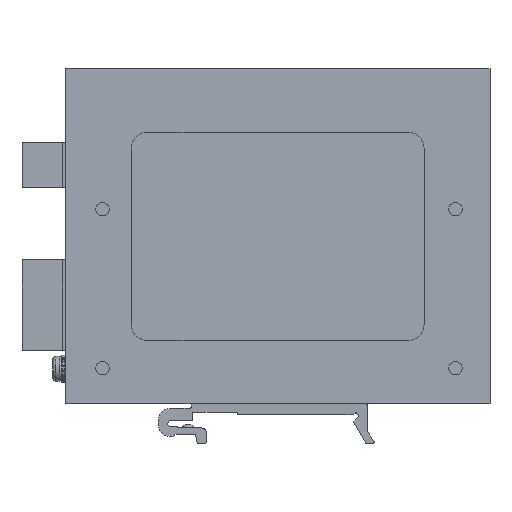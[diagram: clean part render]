
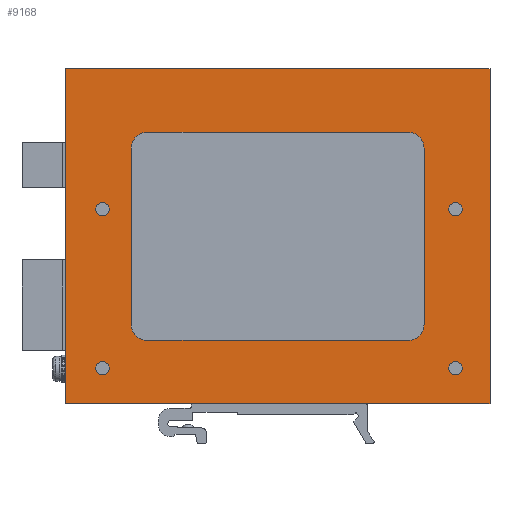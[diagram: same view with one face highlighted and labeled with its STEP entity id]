
A CAD part, left-side view. The second image highlights one B-rep face of the part: STEP entity #9168.
In plain terms, the highlighted planar face has unit normal (-1, 0, 0).
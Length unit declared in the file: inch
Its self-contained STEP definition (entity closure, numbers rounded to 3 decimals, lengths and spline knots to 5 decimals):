
#62 = ORIENTED_EDGE ( 'NONE', *, *, #33508, .F. ) ;
#412 = EDGE_LOOP ( 'NONE', ( #29095 ) ) ;
#671 = VERTEX_POINT ( 'NONE', #22730 ) ;
#1227 = FACE_BOUND ( 'NONE', #6121, .T. ) ;
#1483 = CARTESIAN_POINT ( 'NONE',  ( -0.59055, 1.87008, 0.91535 ) ) ;
#1537 = DIRECTION ( 'NONE',  ( 0., 0., 1. ) ) ;
#1810 = ORIENTED_EDGE ( 'NONE', *, *, #15587, .T. ) ;
#1852 = CARTESIAN_POINT ( 'NONE',  ( -0.59055, 1.54331, 0.29764 ) ) ;
#2160 = CIRCLE ( 'NONE', #34269, 0.1378 ) ;
#2594 = VERTEX_POINT ( 'NONE', #39555 ) ;
#3678 = CARTESIAN_POINT ( 'NONE',  ( -0.59055, -1.15157, 0.77756 ) ) ;
#3682 = CARTESIAN_POINT ( 'NONE',  ( -0.59055, -1.15157, -0.77756 ) ) ;
#3972 = DIRECTION ( 'NONE',  ( 1., 0., 0. ) ) ;
#4094 = CIRCLE ( 'NONE', #33360, 0.05906 ) ;
#4257 = CARTESIAN_POINT ( 'NONE',  ( -0.59055, 1.54331, -1.16142 ) ) ;
#4333 = EDGE_LOOP ( 'NONE', ( #25207, #43093, #1810, #41844, #13370, #41887, #30482, #21947 ) ) ;
#4707 = VERTEX_POINT ( 'NONE', #40917 ) ;
#4771 = VERTEX_POINT ( 'NONE', #1852 ) ;
#5059 = VECTOR ( 'NONE', #9924, 39.37008 ) ;
#5194 = DIRECTION ( 'NONE',  ( 1., 0., 0. ) ) ;
#5232 = EDGE_CURVE ( 'NONE', #19746, #2594, #5267, .T. ) ;
#5267 = LINE ( 'NONE', #1483, #22849 ) ;
#6121 = EDGE_LOOP ( 'NONE', ( #25170 ) ) ;
#6689 = CARTESIAN_POINT ( 'NONE',  ( -0.59055, -1.87008, 1.47638 ) ) ;
#6988 = LINE ( 'NONE', #34018, #9813 ) ;
#7093 = CARTESIAN_POINT ( 'NONE',  ( -0.59055, 1.28937, -0.77756 ) ) ;
#7498 = VERTEX_POINT ( 'NONE', #28857 ) ;
#8137 = DIRECTION ( 'NONE',  ( -1., 0., 0. ) ) ;
#8142 = VERTEX_POINT ( 'NONE', #16308 ) ;
#8195 = ORIENTED_EDGE ( 'NONE', *, *, #13789, .F. ) ;
#8538 = CARTESIAN_POINT ( 'NONE',  ( -0.59055, 1.54331, -1.10236 ) ) ;
#8630 = VERTEX_POINT ( 'NONE', #7093 ) ;
#8818 = DIRECTION ( 'NONE',  ( 0., 1., 0. ) ) ;
#8922 = VERTEX_POINT ( 'NONE', #29624 ) ;
#8939 = VERTEX_POINT ( 'NONE', #43219 ) ;
#9168 = ADVANCED_FACE ( 'NONE', ( #14632, #11277, #21545, #1227, #14835, #11498 ), #13967, .T. ) ;
#9577 = DIRECTION ( 'NONE',  ( 1., 0., 0. ) ) ;
#9813 = VECTOR ( 'NONE', #13915, 39.37008 ) ;
#9924 = DIRECTION ( 'NONE',  ( 0., 0., -1. ) ) ;
#10426 = CARTESIAN_POINT ( 'NONE',  ( -0.59055, -1.15157, -0.91535 ) ) ;
#10533 = AXIS2_PLACEMENT_3D ( 'NONE', #25988, #8137, #39599 ) ;
#11277 = FACE_BOUND ( 'NONE', #14777, .T. ) ;
#11498 = FACE_OUTER_BOUND ( 'NONE', #27485, .T. ) ;
#11903 = CARTESIAN_POINT ( 'NONE',  ( -0.59055, -1.56693, 0.29764 ) ) ;
#12138 = DIRECTION ( 'NONE',  ( 0., 0., 1. ) ) ;
#12548 = VERTEX_POINT ( 'NONE', #10426 ) ;
#12730 = EDGE_CURVE ( 'NONE', #42002, #8142, #19551, .T. ) ;
#13151 = CARTESIAN_POINT ( 'NONE',  ( -0.59055, 1.28937, -1.47638 ) ) ;
#13360 = CARTESIAN_POINT ( 'NONE',  ( -0.59055, 1.15157, 0.77756 ) ) ;
#13370 = ORIENTED_EDGE ( 'NONE', *, *, #19223, .T. ) ;
#13789 = EDGE_CURVE ( 'NONE', #671, #8142, #24771, .T. ) ;
#13915 = DIRECTION ( 'NONE',  ( 0., 0., -1. ) ) ;
#13967 = PLANE ( 'NONE',  #10533 ) ;
#14021 = DIRECTION ( 'NONE',  ( 0., 0., 1. ) ) ;
#14632 = FACE_BOUND ( 'NONE', #36677, .T. ) ;
#14777 = EDGE_LOOP ( 'NONE', ( #36728 ) ) ;
#14835 = FACE_BOUND ( 'NONE', #4333, .T. ) ;
#15164 = AXIS2_PLACEMENT_3D ( 'NONE', #13360, #3972, #14021 ) ;
#15432 = CARTESIAN_POINT ( 'NONE',  ( -0.59055, -0.01181, -1.47638 ) ) ;
#15556 = CIRCLE ( 'NONE', #29168, 0.1378 ) ;
#15587 = EDGE_CURVE ( 'NONE', #8922, #12548, #19850, .T. ) ;
#16037 = CARTESIAN_POINT ( 'NONE',  ( -0.59055, 1.87008, -0.91535 ) ) ;
#16250 = VERTEX_POINT ( 'NONE', #20667 ) ;
#16308 = CARTESIAN_POINT ( 'NONE',  ( -0.59055, 1.87008, 1.47638 ) ) ;
#16353 = ORIENTED_EDGE ( 'NONE', *, *, #12730, .T. ) ;
#16854 = DIRECTION ( 'NONE',  ( 0., 0., 1. ) ) ;
#17386 = EDGE_CURVE ( 'NONE', #8630, #8939, #19840, .T. ) ;
#17738 = VERTEX_POINT ( 'NONE', #41654 ) ;
#18164 = CARTESIAN_POINT ( 'NONE',  ( -0.59055, 1.15157, 0.91535 ) ) ;
#18799 = LINE ( 'NONE', #15432, #39510 ) ;
#19049 = DIRECTION ( 'NONE',  ( 1., 0., 0. ) ) ;
#19186 = AXIS2_PLACEMENT_3D ( 'NONE', #4257, #31076, #24579 ) ;
#19223 = EDGE_CURVE ( 'NONE', #7498, #8630, #15556, .T. ) ;
#19551 = LINE ( 'NONE', #40097, #27026 ) ;
#19630 = DIRECTION ( 'NONE',  ( 0., 0., 1. ) ) ;
#19746 = VERTEX_POINT ( 'NONE', #18164 ) ;
#19840 = LINE ( 'NONE', #13151, #41546 ) ;
#19850 = CIRCLE ( 'NONE', #27713, 0.1378 ) ;
#19962 = EDGE_CURVE ( 'NONE', #17738, #17738, #32051, .T. ) ;
#20667 = CARTESIAN_POINT ( 'NONE',  ( -0.59055, -1.87008, -1.47638 ) ) ;
#21545 = FACE_BOUND ( 'NONE', #412, .T. ) ;
#21947 = ORIENTED_EDGE ( 'NONE', *, *, #5232, .T. ) ;
#22144 = CARTESIAN_POINT ( 'NONE',  ( -0.59055, -1.56693, -1.16142 ) ) ;
#22730 = CARTESIAN_POINT ( 'NONE',  ( -0.59055, 1.87008, -1.47638 ) ) ;
#22811 = CARTESIAN_POINT ( 'NONE',  ( -0.59055, 1.54331, 0.23858 ) ) ;
#22849 = VECTOR ( 'NONE', #28518, 39.37008 ) ;
#23014 = EDGE_CURVE ( 'NONE', #4771, #4771, #36802, .T. ) ;
#23174 = DIRECTION ( 'NONE',  ( 0., 0., 1. ) ) ;
#24207 = CIRCLE ( 'NONE', #19186, 0.05906 ) ;
#24579 = DIRECTION ( 'NONE',  ( 0., 0., 1. ) ) ;
#24771 = LINE ( 'NONE', #28575, #34203 ) ;
#25170 = ORIENTED_EDGE ( 'NONE', *, *, #25659, .T. ) ;
#25207 = ORIENTED_EDGE ( 'NONE', *, *, #33057, .T. ) ;
#25659 = EDGE_CURVE ( 'NONE', #42703, #42703, #4094, .T. ) ;
#25865 = EDGE_CURVE ( 'NONE', #4707, #8922, #6988, .T. ) ;
#25955 = DIRECTION ( 'NONE',  ( 0., 0., 1. ) ) ;
#25988 = CARTESIAN_POINT ( 'NONE',  ( -0.59055, 1.87008, -1.47638 ) ) ;
#27026 = VECTOR ( 'NONE', #8818, 39.37008 ) ;
#27368 = EDGE_CURVE ( 'NONE', #42493, #42493, #24207, .T. ) ;
#27485 = EDGE_LOOP ( 'NONE', ( #16353, #8195, #30244, #62 ) ) ;
#27713 = AXIS2_PLACEMENT_3D ( 'NONE', #3682, #30722, #34723 ) ;
#28518 = DIRECTION ( 'NONE',  ( 0., -1., 0. ) ) ;
#28575 = CARTESIAN_POINT ( 'NONE',  ( -0.59055, 1.87008, -1.47638 ) ) ;
#28857 = CARTESIAN_POINT ( 'NONE',  ( -0.59055, 1.15157, -0.91535 ) ) ;
#29095 = ORIENTED_EDGE ( 'NONE', *, *, #19962, .T. ) ;
#29168 = AXIS2_PLACEMENT_3D ( 'NONE', #30152, #9577, #19630 ) ;
#29624 = CARTESIAN_POINT ( 'NONE',  ( -0.59055, -1.28937, -0.77756 ) ) ;
#30055 = CARTESIAN_POINT ( 'NONE',  ( -0.59055, -1.87008, -1.47638 ) ) ;
#30152 = CARTESIAN_POINT ( 'NONE',  ( -0.59055, 1.15157, -0.77756 ) ) ;
#30244 = ORIENTED_EDGE ( 'NONE', *, *, #41301, .F. ) ;
#30275 = LINE ( 'NONE', #30055, #5059 ) ;
#30482 = ORIENTED_EDGE ( 'NONE', *, *, #38324, .T. ) ;
#30722 = DIRECTION ( 'NONE',  ( 1., 0., 0. ) ) ;
#31076 = DIRECTION ( 'NONE',  ( 1., 0., 0. ) ) ;
#32005 = DIRECTION ( 'NONE',  ( 0., 1., 0. ) ) ;
#32051 = CIRCLE ( 'NONE', #37745, 0.05906 ) ;
#32339 = ORIENTED_EDGE ( 'NONE', *, *, #23014, .T. ) ;
#33057 = EDGE_CURVE ( 'NONE', #2594, #4707, #2160, .T. ) ;
#33360 = AXIS2_PLACEMENT_3D ( 'NONE', #41862, #19049, #12138 ) ;
#33508 = EDGE_CURVE ( 'NONE', #42002, #16250, #30275, .T. ) ;
#34018 = CARTESIAN_POINT ( 'NONE',  ( -0.59055, -1.28937, -1.47638 ) ) ;
#34203 = VECTOR ( 'NONE', #1537, 39.37008 ) ;
#34269 = AXIS2_PLACEMENT_3D ( 'NONE', #3678, #40980, #16854 ) ;
#34723 = DIRECTION ( 'NONE',  ( 0., 0., 1. ) ) ;
#35343 = EDGE_CURVE ( 'NONE', #12548, #7498, #36361, .T. ) ;
#35850 = VECTOR ( 'NONE', #39492, 39.37008 ) ;
#36361 = LINE ( 'NONE', #16037, #35850 ) ;
#36443 = DIRECTION ( 'NONE',  ( 0., 0., 1. ) ) ;
#36568 = CIRCLE ( 'NONE', #15164, 0.1378 ) ;
#36668 = DIRECTION ( 'NONE',  ( 1., 0., 0. ) ) ;
#36677 = EDGE_LOOP ( 'NONE', ( #32339 ) ) ;
#36728 = ORIENTED_EDGE ( 'NONE', *, *, #27368, .T. ) ;
#36802 = CIRCLE ( 'NONE', #38963, 0.05906 ) ;
#37745 = AXIS2_PLACEMENT_3D ( 'NONE', #22144, #36668, #36443 ) ;
#38324 = EDGE_CURVE ( 'NONE', #8939, #19746, #36568, .T. ) ;
#38963 = AXIS2_PLACEMENT_3D ( 'NONE', #22811, #5194, #25955 ) ;
#39492 = DIRECTION ( 'NONE',  ( 0., 1., 0. ) ) ;
#39510 = VECTOR ( 'NONE', #32005, 39.37008 ) ;
#39555 = CARTESIAN_POINT ( 'NONE',  ( -0.59055, -1.15157, 0.91535 ) ) ;
#39599 = DIRECTION ( 'NONE',  ( 0., 0., 1. ) ) ;
#40097 = CARTESIAN_POINT ( 'NONE',  ( -0.59055, -0.01181, 1.47638 ) ) ;
#40917 = CARTESIAN_POINT ( 'NONE',  ( -0.59055, -1.28937, 0.77756 ) ) ;
#40980 = DIRECTION ( 'NONE',  ( 1., 0., 0. ) ) ;
#41301 = EDGE_CURVE ( 'NONE', #16250, #671, #18799, .T. ) ;
#41546 = VECTOR ( 'NONE', #23174, 39.37008 ) ;
#41654 = CARTESIAN_POINT ( 'NONE',  ( -0.59055, -1.56693, -1.10236 ) ) ;
#41844 = ORIENTED_EDGE ( 'NONE', *, *, #35343, .T. ) ;
#41862 = CARTESIAN_POINT ( 'NONE',  ( -0.59055, -1.56693, 0.23858 ) ) ;
#41887 = ORIENTED_EDGE ( 'NONE', *, *, #17386, .T. ) ;
#42002 = VERTEX_POINT ( 'NONE', #6689 ) ;
#42493 = VERTEX_POINT ( 'NONE', #8538 ) ;
#42703 = VERTEX_POINT ( 'NONE', #11903 ) ;
#43093 = ORIENTED_EDGE ( 'NONE', *, *, #25865, .T. ) ;
#43219 = CARTESIAN_POINT ( 'NONE',  ( -0.59055, 1.28937, 0.77756 ) ) ;
